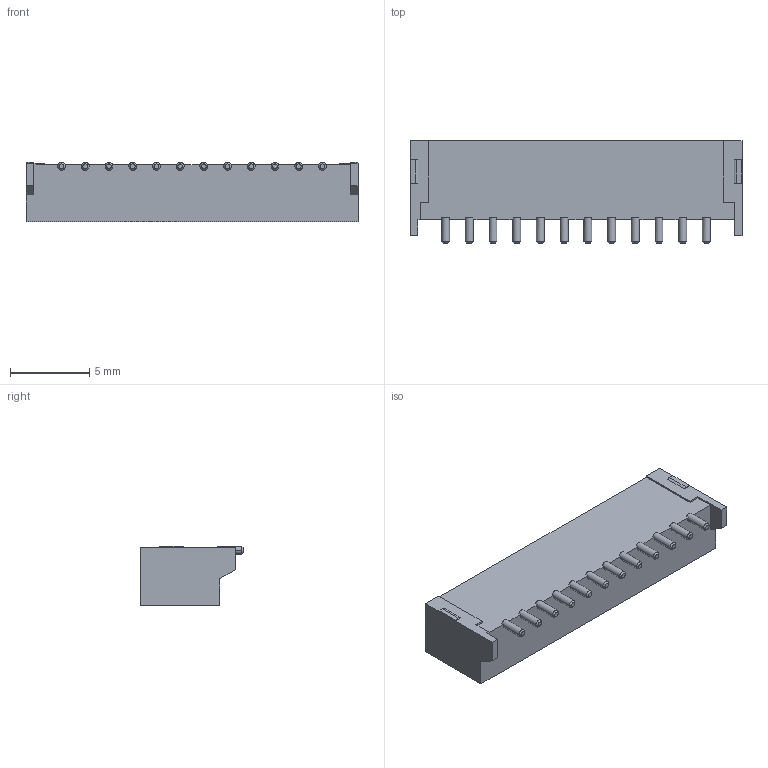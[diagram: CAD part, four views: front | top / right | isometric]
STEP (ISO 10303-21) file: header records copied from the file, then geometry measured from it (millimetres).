
FILE_DESCRIPTION(('CoCreate Modeling STEP Export'),'2;1');
FILE_NAME('WB1519H-12XXC.stp','2021-10-09T 9:18:29',(''),(''),'CoCreate Modeling STEP processor for AP214 (Solid Model)','CoCreate Modeling 16.00 13-May-2008 (C) Parametric Technology GmbH','');
FILE_SCHEMA(('AUTOMOTIVE_DESIGN { 1 0 10303 214 1 1 1 1 }'));
Length unit declared in the file: millimetre
Products named in the file (3): WB1519H-12; WB1519H-12XXC
Assembly tree (2 placements, depth 2):
  WB1519H-12XXC
    WB1519H-12XXC
    WB1519H-12
Bounding box: 21 x 6.5 x 3.75 mm (x, y, z)
Volume: 215.2 mm3; surface area: 622.5 mm2
Topology: 1 solids, 1 shells, 200 faces, 565 edges, 448 vertices
Faces by surface type: plane 98, cylinder 54, cone 48
Entity records: 5727 total; most frequent: CARTESIAN_POINT 1029, ORIENTED_EDGE 994, DIRECTION 875, EDGE_CURVE 497, VECTOR 375, LINE 375, VERTEX_POINT 312, AXIS2_PLACEMENT_3D 250
